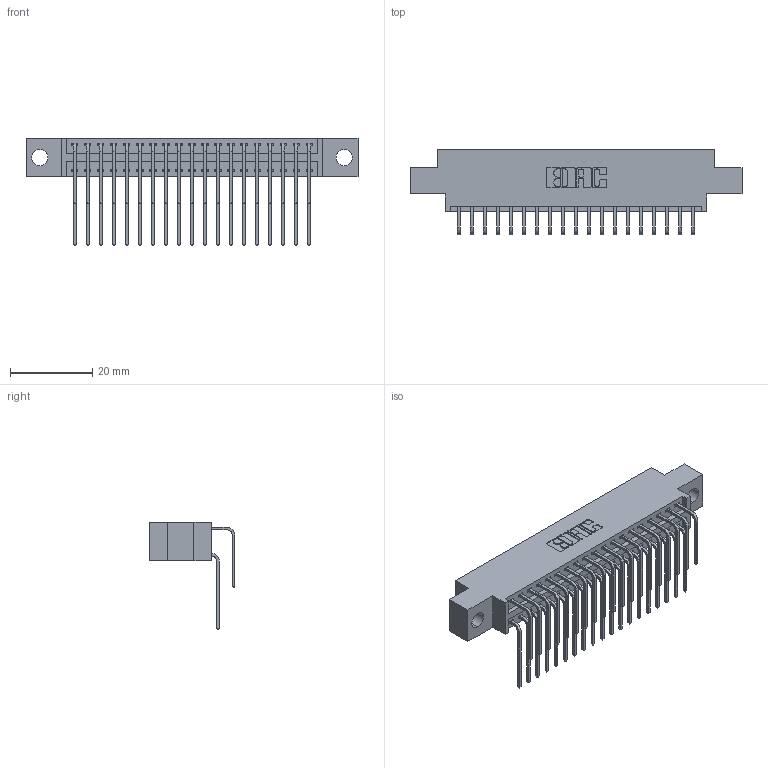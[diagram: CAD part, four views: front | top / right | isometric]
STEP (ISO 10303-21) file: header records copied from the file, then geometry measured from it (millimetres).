
FILE_DESCRIPTION (( 'STEP AP203' ), '1' );
FILE_NAME ('346-038-559-804.STEP', '2022-05-20T00:42:06', ( '' ), ( '' ), 'SwSTEP 2.0', 'SolidWorks 2020', '' );
FILE_SCHEMA (( 'CONFIG_CONTROL_DESIGN' ));
Length unit declared in the file: inch
Products named in the file (4): 345-292-001_559 Tail - 2; 346 Part_0.170 Offset - 0.156 Dia-TH; 345-292-001_558 559 Tail - 1; 346-038-559-804
Assembly tree (39 placements, depth 2):
  346-038-559-804
    346 Part_0.170 Offset - 0.156 Dia-TH
    345-292-001_558 559 Tail - 1  x19
    345-292-001_559 Tail - 2  x19
Bounding box: 80.9 x 20.89 x 26.16 mm (x, y, z)
Volume: 7668.7 mm3; surface area: 11258.7 mm2
Topology: 39 solids, 39 shells, 2192 faces, 6495 edges, 4278 vertices
Faces by surface type: plane 1500, cylinder 692
Entity records: 17831 total; most frequent: CARTESIAN_POINT 3029, ORIENTED_EDGE 2910, DIRECTION 2691, EDGE_CURVE 1455, VECTOR 1207, LINE 1207, VERTEX_POINT 966, AXIS2_PLACEMENT_3D 742
